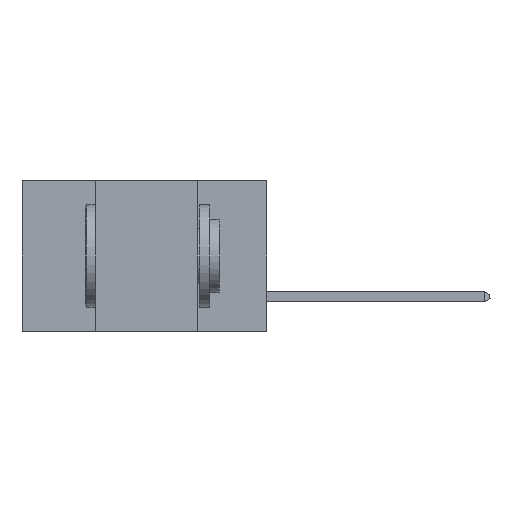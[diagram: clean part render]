
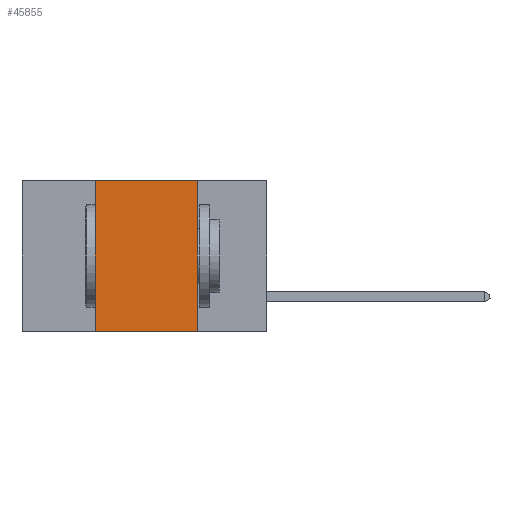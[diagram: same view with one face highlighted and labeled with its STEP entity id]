
A CAD part, left-side view. The second image highlights one B-rep face of the part: STEP entity #45855.
In plain terms, the highlighted planar face has unit normal (-1, 0, 0).
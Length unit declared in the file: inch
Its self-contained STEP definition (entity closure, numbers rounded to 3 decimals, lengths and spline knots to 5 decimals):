
#4 = CARTESIAN_POINT ( 'NONE',  ( 0., 0.6, -0.37 ) ) ;
#1395 = FACE_OUTER_BOUND ( 'NONE', #44917, .T. ) ;
#2557 = ORIENTED_EDGE ( 'NONE', *, *, #12028, .T. ) ;
#3905 = DIRECTION ( 'NONE',  ( 0., -1., 0. ) ) ;
#3991 = VECTOR ( 'NONE', #17128, 39.37008 ) ;
#4349 = EDGE_CURVE ( 'NONE', #19855, #43863, #5246, .T. ) ;
#5246 = LINE ( 'NONE', #36319, #3991 ) ;
#6335 = VECTOR ( 'NONE', #48389, 39.37008 ) ;
#7838 = PLANE ( 'NONE',  #17764 ) ;
#10194 = CARTESIAN_POINT ( 'NONE',  ( 0., 0.42, 0. ) ) ;
#10970 = ORIENTED_EDGE ( 'NONE', *, *, #4349, .F. ) ;
#11264 = CARTESIAN_POINT ( 'NONE',  ( 0., 0.42, -0.37 ) ) ;
#11586 = ORIENTED_EDGE ( 'NONE', *, *, #44287, .F. ) ;
#11728 = DIRECTION ( 'NONE',  ( 1., 0., 0. ) ) ;
#12028 = EDGE_CURVE ( 'NONE', #30995, #43863, #49454, .T. ) ;
#13398 = ORIENTED_EDGE ( 'NONE', *, *, #20310, .F. ) ;
#13415 = CARTESIAN_POINT ( 'NONE',  ( 0., 0.17, -0.37 ) ) ;
#17128 = DIRECTION ( 'NONE',  ( 0., 0., -1. ) ) ;
#17764 = AXIS2_PLACEMENT_3D ( 'NONE', #23293, #11728, #38721 ) ;
#17860 = CARTESIAN_POINT ( 'NONE',  ( 0., 0.42, 0. ) ) ;
#19071 = VECTOR ( 'NONE', #3905, 39.37008 ) ;
#19855 = VERTEX_POINT ( 'NONE', #40667 ) ;
#20310 = EDGE_CURVE ( 'NONE', #24897, #19855, #20313, .T. ) ;
#20313 = LINE ( 'NONE', #20621, #48342 ) ;
#20621 = CARTESIAN_POINT ( 'NONE',  ( 0., 0.6, 0. ) ) ;
#23293 = CARTESIAN_POINT ( 'NONE',  ( 0., 0.6, 0. ) ) ;
#24897 = VERTEX_POINT ( 'NONE', #10194 ) ;
#30995 = VERTEX_POINT ( 'NONE', #11264 ) ;
#36319 = CARTESIAN_POINT ( 'NONE',  ( 0., 0.17, 0. ) ) ;
#37116 = LINE ( 'NONE', #17860, #6335 ) ;
#38721 = DIRECTION ( 'NONE',  ( 0., 0., -1. ) ) ;
#40667 = CARTESIAN_POINT ( 'NONE',  ( 0., 0.17, 0. ) ) ;
#43581 = DIRECTION ( 'NONE',  ( 0., -1., 0. ) ) ;
#43863 = VERTEX_POINT ( 'NONE', #13415 ) ;
#44287 = EDGE_CURVE ( 'NONE', #30995, #24897, #37116, .T. ) ;
#44917 = EDGE_LOOP ( 'NONE', ( #10970, #13398, #11586, #2557 ) ) ;
#45855 = ADVANCED_FACE ( 'NONE', ( #1395 ), #7838, .F. ) ;
#48342 = VECTOR ( 'NONE', #43581, 39.37008 ) ;
#48389 = DIRECTION ( 'NONE',  ( 0., 0., 1. ) ) ;
#49454 = LINE ( 'NONE', #4, #19071 ) ;
